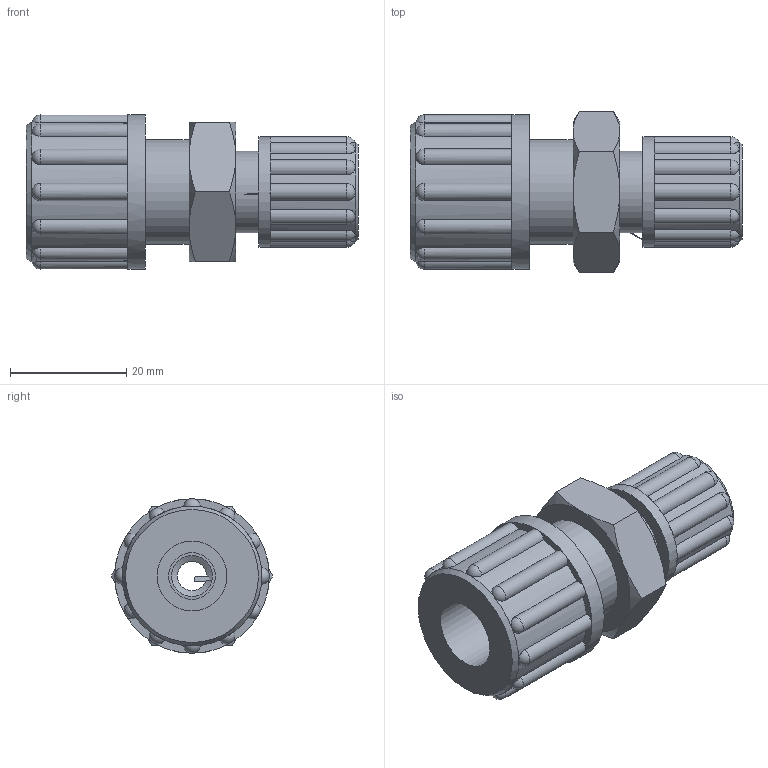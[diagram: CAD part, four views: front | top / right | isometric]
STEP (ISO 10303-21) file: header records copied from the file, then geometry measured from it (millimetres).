
FILE_DESCRIPTION(/* description */ (''),/* implementation_level */ '2;1');
FILE_NAME(/* name */ '1A100T4643xx.stp',/* time_stamp */ '2017-11-02T12:50:38+01:00',/* author */ ('aruf'),/* organization */ (''),/* preprocessor_version */ 'ST-DEVELOPER v16.13',/* originating_system */ 'Autodesk Inventor 2018',/* authorisation */ '');
FILE_SCHEMA (('AUTOMOTIVE_DESIGN { 1 0 10303 214 3 1 1 }'));
Length unit declared in the file: millimetre
Products named in the file (1): 1A100T4643xx
Bounding box: 57 x 27.71 x 26.5 mm (x, y, z)
Volume: 17488.8 mm3; surface area: 8208.4 mm2
Topology: 1 solids, 1 shells, 137 faces, 316 edges, 189 vertices
Faces by surface type: cylinder 58, plane 40, sphere 24, cone 15
Full cylindrical faces by diameter (mm): 5 x1, 6 x1, 7 x1, 8 x2, 12 x1, 14 x1, 18 x1, 19 x1, 26.5 x1
Entity records: 4215 total; most frequent: CARTESIAN_POINT 1156, DIRECTION 682, ORIENTED_EDGE 604, AXIS2_PLACEMENT_3D 314, EDGE_CURVE 302, VERTEX_POINT 188, CIRCLE 176, EDGE_LOOP 160
